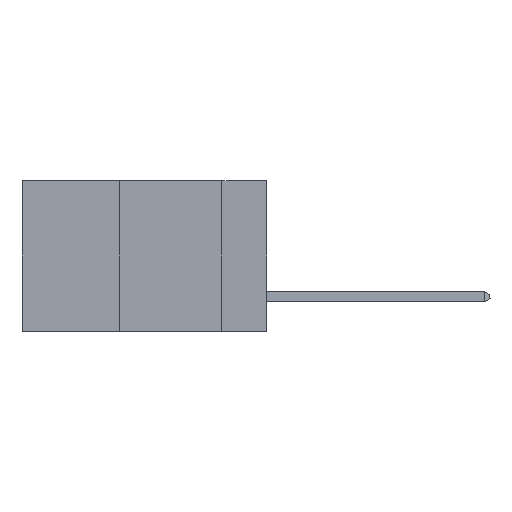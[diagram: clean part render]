
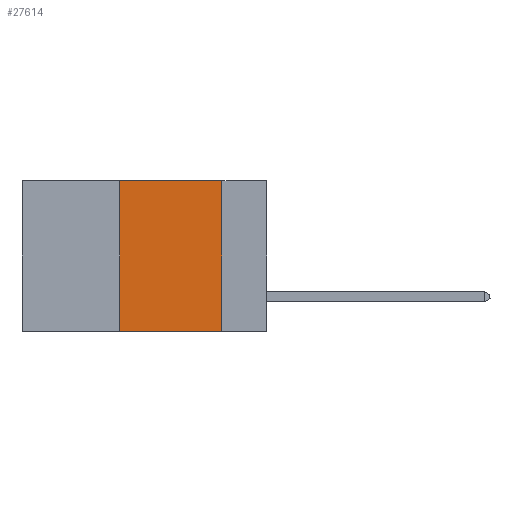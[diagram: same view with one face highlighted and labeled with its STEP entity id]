
A CAD part, left-side view. The second image highlights one B-rep face of the part: STEP entity #27614.
In plain terms, the highlighted planar face has unit normal (-1, 0, 0).
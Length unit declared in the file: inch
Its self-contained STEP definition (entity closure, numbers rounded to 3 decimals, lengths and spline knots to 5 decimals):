
#1088 = EDGE_CURVE ( 'NONE', #47079, #6231, #38287, .T. ) ;
#4653 = CARTESIAN_POINT ( 'NONE',  ( 0., 0.36, -0.37 ) ) ;
#4853 = EDGE_CURVE ( 'NONE', #25502, #35537, #14606, .T. ) ;
#6231 = VERTEX_POINT ( 'NONE', #36963 ) ;
#7301 = CARTESIAN_POINT ( 'NONE',  ( 0., 0.36, 0. ) ) ;
#7790 = DIRECTION ( 'NONE',  ( 1., 0., 0. ) ) ;
#9449 = EDGE_CURVE ( 'NONE', #25502, #6231, #32201, .T. ) ;
#10866 = EDGE_CURVE ( 'NONE', #35537, #47079, #34438, .T. ) ;
#10935 = VECTOR ( 'NONE', #12047, 39.37008 ) ;
#11279 = EDGE_LOOP ( 'NONE', ( #20987, #25954, #42606, #12452 ) ) ;
#11534 = PLANE ( 'NONE',  #22344 ) ;
#11890 = DIRECTION ( 'NONE',  ( 0., 0., -1. ) ) ;
#12047 = DIRECTION ( 'NONE',  ( 0., 0., -1. ) ) ;
#12452 = ORIENTED_EDGE ( 'NONE', *, *, #9449, .T. ) ;
#13463 = CARTESIAN_POINT ( 'NONE',  ( 0., 0.11, 0. ) ) ;
#14467 = VECTOR ( 'NONE', #24011, 39.37008 ) ;
#14606 = LINE ( 'NONE', #46159, #44326 ) ;
#20987 = ORIENTED_EDGE ( 'NONE', *, *, #1088, .F. ) ;
#22344 = AXIS2_PLACEMENT_3D ( 'NONE', #38701, #7790, #11890 ) ;
#22724 = DIRECTION ( 'NONE',  ( 0., 0., 1. ) ) ;
#24011 = DIRECTION ( 'NONE',  ( 0., -1., 0. ) ) ;
#24688 = CARTESIAN_POINT ( 'NONE',  ( 0., 0.6, 0. ) ) ;
#25502 = VERTEX_POINT ( 'NONE', #4653 ) ;
#25954 = ORIENTED_EDGE ( 'NONE', *, *, #10866, .F. ) ;
#27614 = ADVANCED_FACE ( 'NONE', ( #36510 ), #11534, .F. ) ;
#32201 = LINE ( 'NONE', #43442, #48606 ) ;
#34438 = LINE ( 'NONE', #24688, #14467 ) ;
#35463 = CARTESIAN_POINT ( 'NONE',  ( 0., 0.11, 0. ) ) ;
#35537 = VERTEX_POINT ( 'NONE', #7301 ) ;
#36510 = FACE_OUTER_BOUND ( 'NONE', #11279, .T. ) ;
#36963 = CARTESIAN_POINT ( 'NONE',  ( 0., 0.11, -0.37 ) ) ;
#38287 = LINE ( 'NONE', #35463, #10935 ) ;
#38701 = CARTESIAN_POINT ( 'NONE',  ( 0., 0.6, 0. ) ) ;
#42606 = ORIENTED_EDGE ( 'NONE', *, *, #4853, .F. ) ;
#43442 = CARTESIAN_POINT ( 'NONE',  ( 0., 0.6, -0.37 ) ) ;
#44284 = DIRECTION ( 'NONE',  ( 0., -1., 0. ) ) ;
#44326 = VECTOR ( 'NONE', #22724, 39.37008 ) ;
#46159 = CARTESIAN_POINT ( 'NONE',  ( 0., 0.36, 0. ) ) ;
#47079 = VERTEX_POINT ( 'NONE', #13463 ) ;
#48606 = VECTOR ( 'NONE', #44284, 39.37008 ) ;
